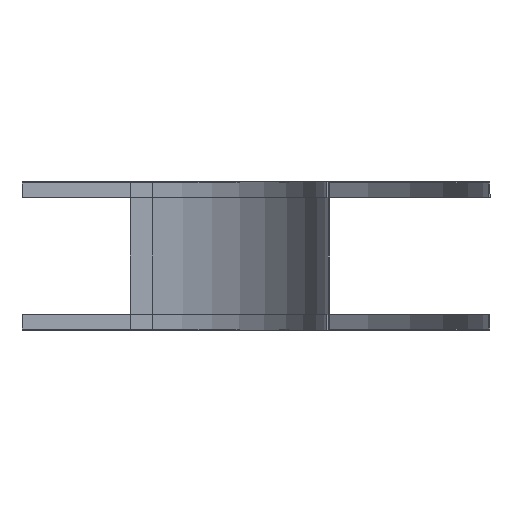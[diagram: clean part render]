
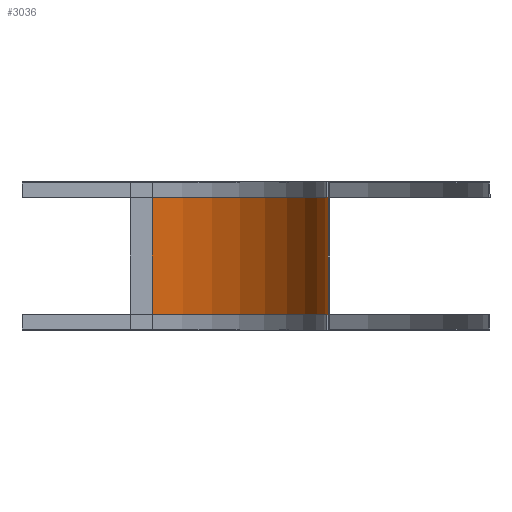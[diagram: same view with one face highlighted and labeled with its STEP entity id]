
A CAD part, front view. The second image highlights one B-rep face of the part: STEP entity #3036.
In plain terms, the highlighted cylindrical face has radius 121.75 mm (diameter 243.5 mm), a partial arc.
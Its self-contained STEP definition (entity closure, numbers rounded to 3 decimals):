
#74 = EDGE_CURVE ( 'NONE', #3379, #4701, #5019, .T. ) ;
#101 = DIRECTION ( 'NONE',  ( 0., 0., -1. ) ) ;
#164 = EDGE_CURVE ( 'NONE', #209, #3665, #970, .T. ) ;
#209 = VERTEX_POINT ( 'NONE', #1686 ) ;
#523 = DIRECTION ( 'NONE',  ( 0., 0., -1. ) ) ;
#730 = ORIENTED_EDGE ( 'NONE', *, *, #74, .F. ) ;
#742 = ORIENTED_EDGE ( 'NONE', *, *, #164, .T. ) ;
#751 = CARTESIAN_POINT ( 'NONE',  ( -15., 121.75, 101.5 ) ) ;
#970 = CIRCLE ( 'NONE', #5253, 121.75 ) ;
#1067 = EDGE_CURVE ( 'NONE', #3379, #209, #3698, .T. ) ;
#1234 = CARTESIAN_POINT ( 'NONE',  ( -15., 121.75, 0. ) ) ;
#1253 = ORIENTED_EDGE ( 'NONE', *, *, #1993, .F. ) ;
#1395 = FACE_OUTER_BOUND ( 'NONE', #3537, .T. ) ;
#1530 = AXIS2_PLACEMENT_3D ( 'NONE', #751, #6055, #2248 ) ;
#1686 = CARTESIAN_POINT ( 'NONE',  ( -15., 0., 0. ) ) ;
#1830 = CARTESIAN_POINT ( 'NONE',  ( -136.75, 121.75, 0. ) ) ;
#1953 = CARTESIAN_POINT ( 'NONE',  ( -136.75, 121.75, 101.5 ) ) ;
#1993 = EDGE_CURVE ( 'NONE', #4701, #3665, #4098, .T. ) ;
#2248 = DIRECTION ( 'NONE',  ( -1., 0., 0. ) ) ;
#2622 = ORIENTED_EDGE ( 'NONE', *, *, #1067, .T. ) ;
#2803 = CARTESIAN_POINT ( 'NONE',  ( -15., 0., 101.5 ) ) ;
#2826 = VECTOR ( 'NONE', #101, 1000. ) ;
#2923 = CARTESIAN_POINT ( 'NONE',  ( -136.75, 121.75, 101.5 ) ) ;
#3036 = ADVANCED_FACE ( 'NONE', ( #1395 ), #3823, .F. ) ;
#3379 = VERTEX_POINT ( 'NONE', #2803 ) ;
#3430 = CARTESIAN_POINT ( 'NONE',  ( -15., 0., 101.5 ) ) ;
#3537 = EDGE_LOOP ( 'NONE', ( #742, #1253, #730, #2622 ) ) ;
#3665 = VERTEX_POINT ( 'NONE', #1830 ) ;
#3698 = LINE ( 'NONE', #3430, #4661 ) ;
#3823 = CYLINDRICAL_SURFACE ( 'NONE', #4052, 121.75 ) ;
#4052 = AXIS2_PLACEMENT_3D ( 'NONE', #5966, #5014, #5944 ) ;
#4098 = LINE ( 'NONE', #1953, #2826 ) ;
#4146 = DIRECTION ( 'NONE',  ( 0., 0., -1. ) ) ;
#4661 = VECTOR ( 'NONE', #523, 1000. ) ;
#4701 = VERTEX_POINT ( 'NONE', #2923 ) ;
#5014 = DIRECTION ( 'NONE',  ( 0., 0., -1. ) ) ;
#5019 = CIRCLE ( 'NONE', #1530, 121.75 ) ;
#5253 = AXIS2_PLACEMENT_3D ( 'NONE', #1234, #4146, #5496 ) ;
#5496 = DIRECTION ( 'NONE',  ( -1., 0., 0. ) ) ;
#5944 = DIRECTION ( 'NONE',  ( -1., 0., 0. ) ) ;
#5966 = CARTESIAN_POINT ( 'NONE',  ( -15., 121.75, 101.5 ) ) ;
#6055 = DIRECTION ( 'NONE',  ( 0., 0., -1. ) ) ;
